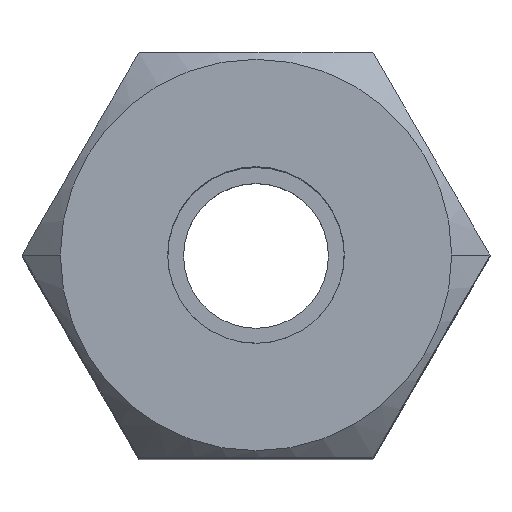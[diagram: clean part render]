
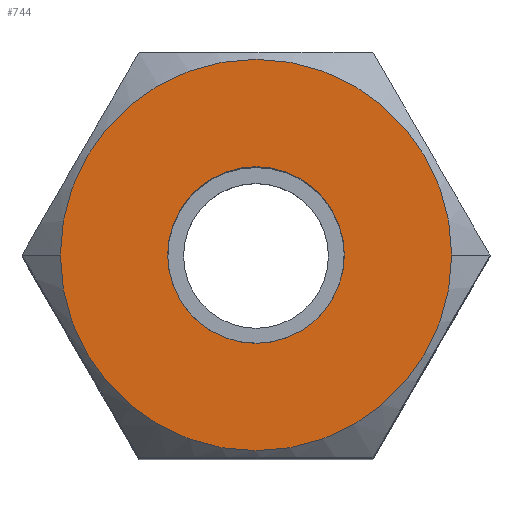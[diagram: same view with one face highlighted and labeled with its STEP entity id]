
A CAD part, top view. The second image highlights one B-rep face of the part: STEP entity #744.
In plain terms, the highlighted face is planar.
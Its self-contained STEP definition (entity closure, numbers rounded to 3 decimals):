
#529 = EDGE_CURVE ( 'NONE', #530, #531, #1991, .T. ) ;
#530 = VERTEX_POINT ( 'NONE', #1986 ) ;
#531 = VERTEX_POINT ( 'NONE', #1985 ) ;
#605 = EDGE_CURVE ( 'NONE', #606, #607, #1876, .T. ) ;
#606 = VERTEX_POINT ( 'NONE', #1871 ) ;
#607 = VERTEX_POINT ( 'NONE', #1870 ) ;
#744 = ADVANCED_FACE ( 'NONE', ( #2070, #2069 ), #2067, .F. ) ;
#745 = EDGE_LOOP ( 'NONE', ( #746, #748 ) ) ;
#746 = ORIENTED_EDGE ( 'NONE', *, *, #747, .T. ) ;
#747 = EDGE_CURVE ( 'NONE', #607, #606, #2145, .T. ) ;
#748 = ORIENTED_EDGE ( 'NONE', *, *, #605, .T. ) ;
#749 = EDGE_LOOP ( 'NONE', ( #750, #751 ) ) ;
#750 = ORIENTED_EDGE ( 'NONE', *, *, #529, .F. ) ;
#751 = ORIENTED_EDGE ( 'NONE', *, *, #752, .F. ) ;
#752 = EDGE_CURVE ( 'NONE', #531, #530, #2141, .T. ) ;
#1870 = CARTESIAN_POINT ( 'NONE',  ( 0., -3.05, -19.5 ) ) ;
#1871 = CARTESIAN_POINT ( 'NONE',  ( 0., 3.05, -19.5 ) ) ;
#1872 = DIRECTION ( 'NONE',  ( 0., -1., 0. ) ) ;
#1873 = DIRECTION ( 'NONE',  ( 0., 0., 1. ) ) ;
#1874 = CARTESIAN_POINT ( 'NONE',  ( 0., 0., -19.5 ) ) ;
#1875 = AXIS2_PLACEMENT_3D ( 'NONE', #1874, #1873, #1872 ) ;
#1876 = CIRCLE ( 'NONE', #1875, 3.05 ) ;
#1985 = CARTESIAN_POINT ( 'NONE',  ( -6.76, 0., -19.5 ) ) ;
#1986 = CARTESIAN_POINT ( 'NONE',  ( 6.76, 0., -19.5 ) ) ;
#1987 = DIRECTION ( 'NONE',  ( 1., 0., 0. ) ) ;
#1988 = DIRECTION ( 'NONE',  ( 0., 0., 1. ) ) ;
#1989 = CARTESIAN_POINT ( 'NONE',  ( 0., 0., -19.5 ) ) ;
#1990 = AXIS2_PLACEMENT_3D ( 'NONE', #1989, #1988, #1987 ) ;
#1991 = CIRCLE ( 'NONE', #1990, 6.76 ) ;
#2067 = PLANE ( 'NONE',  #2068 ) ;
#2068 = AXIS2_PLACEMENT_3D ( 'NONE', #2148, #2147, #2146 ) ;
#2069 = FACE_OUTER_BOUND ( 'NONE', #749, .T. ) ;
#2070 = FACE_BOUND ( 'NONE', #745, .T. ) ;
#2137 = DIRECTION ( 'NONE',  ( 1., 0., 0. ) ) ;
#2138 = DIRECTION ( 'NONE',  ( 0., 0., 1. ) ) ;
#2139 = CARTESIAN_POINT ( 'NONE',  ( 0., 0., -19.5 ) ) ;
#2140 = AXIS2_PLACEMENT_3D ( 'NONE', #2139, #2138, #2137 ) ;
#2141 = CIRCLE ( 'NONE', #2140, 6.76 ) ;
#2142 = DIRECTION ( 'NONE',  ( 0., -1., 0. ) ) ;
#2143 = DIRECTION ( 'NONE',  ( 0., 0., 1. ) ) ;
#2144 = AXIS2_PLACEMENT_3D ( 'NONE', #2149, #2143, #2142 ) ;
#2145 = CIRCLE ( 'NONE', #2144, 3.05 ) ;
#2146 = DIRECTION ( 'NONE',  ( 0., -1., 0. ) ) ;
#2147 = DIRECTION ( 'NONE',  ( 0., 0., 1. ) ) ;
#2148 = CARTESIAN_POINT ( 'NONE',  ( 0., 8.083, -19.5 ) ) ;
#2149 = CARTESIAN_POINT ( 'NONE',  ( 0., 0., -19.5 ) ) ;
